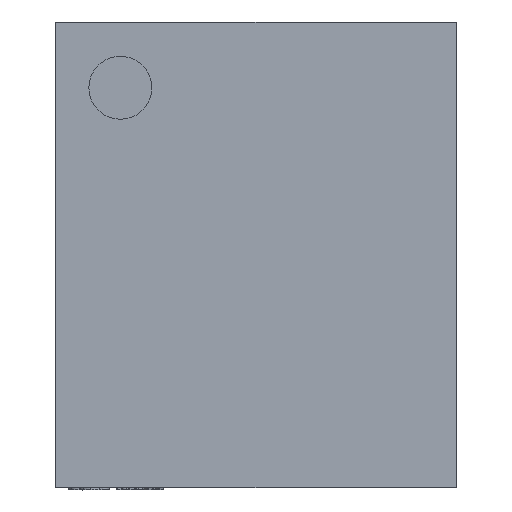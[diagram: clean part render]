
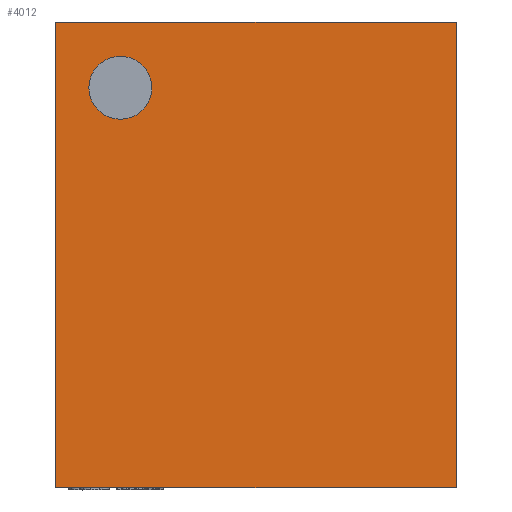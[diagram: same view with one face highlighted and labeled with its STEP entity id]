
A CAD part, top view. The second image highlights one B-rep face of the part: STEP entity #4012.
In plain terms, the highlighted planar face has unit normal (0, 0, 1).
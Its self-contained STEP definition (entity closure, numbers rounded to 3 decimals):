
#275 = EDGE_LOOP ( 'NONE', ( #1031, #3298, #11321, #5766 ) ) ;
#634 = CIRCLE ( 'NONE', #11712, 0.144 ) ;
#917 = CIRCLE ( 'NONE', #12187, 0.144 ) ;
#993 = ORIENTED_EDGE ( 'NONE', *, *, #6883, .F. ) ;
#1031 = ORIENTED_EDGE ( 'NONE', *, *, #9049, .T. ) ;
#1190 = DIRECTION ( 'NONE',  ( 1., 0., 0. ) ) ;
#1301 = VECTOR ( 'NONE', #9830, 1000. ) ;
#1606 = CARTESIAN_POINT ( 'NONE',  ( -0.915, 1.065, 0.025 ) ) ;
#1616 = DIRECTION ( 'NONE',  ( 1., 0., 0. ) ) ;
#2216 = LINE ( 'NONE', #7828, #7621 ) ;
#2276 = EDGE_CURVE ( 'NONE', #8311, #9542, #9887, .T. ) ;
#3298 = ORIENTED_EDGE ( 'NONE', *, *, #2276, .T. ) ;
#3314 = DIRECTION ( 'NONE',  ( 1., 0., 0. ) ) ;
#3380 = CARTESIAN_POINT ( 'NONE',  ( -0.62, 0.764, 0.025 ) ) ;
#3381 = VERTEX_POINT ( 'NONE', #5462 ) ;
#3564 = FACE_BOUND ( 'NONE', #4724, .T. ) ;
#4012 = ADVANCED_FACE ( 'NONE', ( #3564, #10948 ), #5318, .T. ) ;
#4399 = VERTEX_POINT ( 'NONE', #12198 ) ;
#4724 = EDGE_LOOP ( 'NONE', ( #993, #8715 ) ) ;
#5238 = VECTOR ( 'NONE', #12192, 1000. ) ;
#5266 = EDGE_CURVE ( 'NONE', #3381, #4399, #2216, .T. ) ;
#5318 = PLANE ( 'NONE',  #9633 ) ;
#5462 = CARTESIAN_POINT ( 'NONE',  ( -0.915, -1.065, 0.025 ) ) ;
#5766 = ORIENTED_EDGE ( 'NONE', *, *, #5266, .T. ) ;
#6025 = VERTEX_POINT ( 'NONE', #9042 ) ;
#6060 = CARTESIAN_POINT ( 'NONE',  ( -0.915, 1.065, 0.025 ) ) ;
#6336 = DIRECTION ( 'NONE',  ( 1., 0., 0. ) ) ;
#6444 = CARTESIAN_POINT ( 'NONE',  ( -0.476, 0.764, 0.025 ) ) ;
#6695 = CARTESIAN_POINT ( 'NONE',  ( 0.915, 1.065, 0.025 ) ) ;
#6803 = LINE ( 'NONE', #6060, #1301 ) ;
#6883 = EDGE_CURVE ( 'NONE', #11067, #6025, #917, .T. ) ;
#7335 = CARTESIAN_POINT ( 'NONE',  ( -0.62, 0.764, 0.025 ) ) ;
#7621 = VECTOR ( 'NONE', #1190, 1000. ) ;
#7828 = CARTESIAN_POINT ( 'NONE',  ( -0.915, -1.065, 0.025 ) ) ;
#7932 = EDGE_CURVE ( 'NONE', #6025, #11067, #634, .T. ) ;
#8149 = DIRECTION ( 'NONE',  ( -1., 0., 0. ) ) ;
#8311 = VERTEX_POINT ( 'NONE', #6695 ) ;
#8715 = ORIENTED_EDGE ( 'NONE', *, *, #7932, .F. ) ;
#8988 = CARTESIAN_POINT ( 'NONE',  ( -0.915, 1.065, 0.025 ) ) ;
#9042 = CARTESIAN_POINT ( 'NONE',  ( -0.764, 0.764, 0.025 ) ) ;
#9049 = EDGE_CURVE ( 'NONE', #4399, #8311, #11025, .T. ) ;
#9340 = DIRECTION ( 'NONE',  ( 0., 0., 1. ) ) ;
#9542 = VERTEX_POINT ( 'NONE', #8988 ) ;
#9633 = AXIS2_PLACEMENT_3D ( 'NONE', #11931, #11013, #1616 ) ;
#9707 = VECTOR ( 'NONE', #8149, 1000. ) ;
#9830 = DIRECTION ( 'NONE',  ( 0., -1., 0. ) ) ;
#9887 = LINE ( 'NONE', #1606, #9707 ) ;
#9967 = DIRECTION ( 'NONE',  ( 0., 0., 1. ) ) ;
#10330 = EDGE_CURVE ( 'NONE', #9542, #3381, #6803, .T. ) ;
#10948 = FACE_OUTER_BOUND ( 'NONE', #275, .T. ) ;
#11013 = DIRECTION ( 'NONE',  ( 0., 0., 1. ) ) ;
#11025 = LINE ( 'NONE', #11270, #5238 ) ;
#11067 = VERTEX_POINT ( 'NONE', #6444 ) ;
#11270 = CARTESIAN_POINT ( 'NONE',  ( 0.915, 1.065, 0.025 ) ) ;
#11321 = ORIENTED_EDGE ( 'NONE', *, *, #10330, .T. ) ;
#11712 = AXIS2_PLACEMENT_3D ( 'NONE', #7335, #9340, #6336 ) ;
#11931 = CARTESIAN_POINT ( 'NONE',  ( 0., 0., 0.025 ) ) ;
#12187 = AXIS2_PLACEMENT_3D ( 'NONE', #3380, #9967, #3314 ) ;
#12192 = DIRECTION ( 'NONE',  ( 0., 1., 0. ) ) ;
#12198 = CARTESIAN_POINT ( 'NONE',  ( 0.915, -1.065, 0.025 ) ) ;
